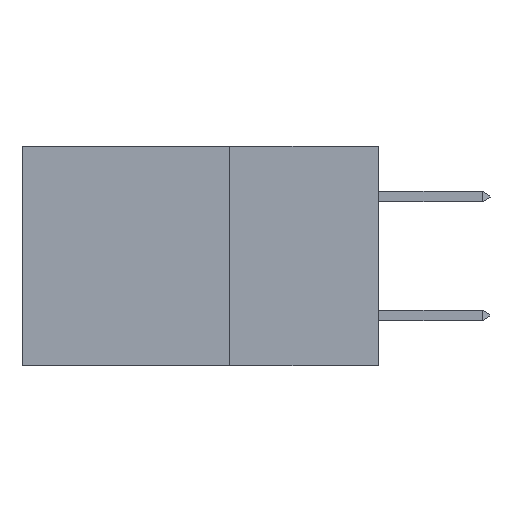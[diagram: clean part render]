
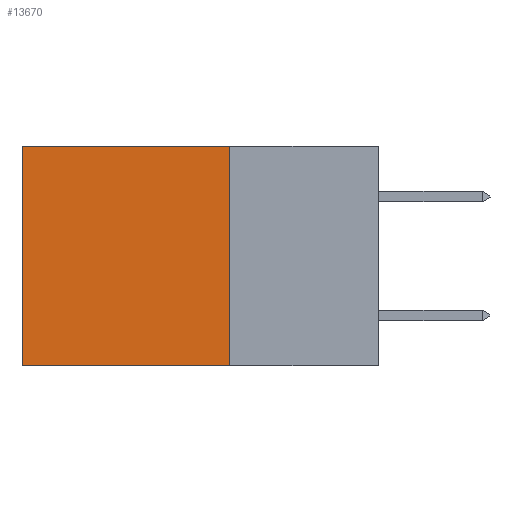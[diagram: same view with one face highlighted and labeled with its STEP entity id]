
A CAD part, left-side view. The second image highlights one B-rep face of the part: STEP entity #13670.
In plain terms, the highlighted planar face has unit normal (-1, 0, 0).
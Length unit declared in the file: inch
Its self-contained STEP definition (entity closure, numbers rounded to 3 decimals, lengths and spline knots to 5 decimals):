
#370 = EDGE_CURVE ( 'NONE', #6060, #972, #8292, .T. ) ;
#486 = EDGE_LOOP ( 'NONE', ( #6275, #9993, #11384, #10716 ) ) ;
#907 = DIRECTION ( 'NONE',  ( 0., 1., 0. ) ) ;
#972 = VERTEX_POINT ( 'NONE', #19097 ) ;
#1130 = DIRECTION ( 'NONE',  ( 0., 0., -1. ) ) ;
#1143 = VERTEX_POINT ( 'NONE', #7967 ) ;
#1402 = EDGE_CURVE ( 'NONE', #972, #1143, #4982, .T. ) ;
#2030 = EDGE_CURVE ( 'NONE', #6060, #11096, #10406, .T. ) ;
#2451 = VECTOR ( 'NONE', #1130, 39.37008 ) ;
#2651 = CARTESIAN_POINT ( 'NONE',  ( 0.298, 0.25, 0. ) ) ;
#4063 = DIRECTION ( 'NONE',  ( 0., 0., -1. ) ) ;
#4137 = CARTESIAN_POINT ( 'NONE',  ( 0.298, 0.6, 0. ) ) ;
#4552 = LINE ( 'NONE', #18193, #16639 ) ;
#4982 = LINE ( 'NONE', #4137, #12423 ) ;
#5147 = CARTESIAN_POINT ( 'NONE',  ( 0.298, 0.25, 0. ) ) ;
#6060 = VERTEX_POINT ( 'NONE', #20408 ) ;
#6209 = AXIS2_PLACEMENT_3D ( 'NONE', #5147, #6737, #17730 ) ;
#6275 = ORIENTED_EDGE ( 'NONE', *, *, #1402, .T. ) ;
#6737 = DIRECTION ( 'NONE',  ( 1., 0., 0. ) ) ;
#7967 = CARTESIAN_POINT ( 'NONE',  ( 0.298, 0.6, -0.37 ) ) ;
#8292 = LINE ( 'NONE', #2651, #20230 ) ;
#8702 = FACE_OUTER_BOUND ( 'NONE', #486, .T. ) ;
#9993 = ORIENTED_EDGE ( 'NONE', *, *, #17991, .F. ) ;
#10406 = LINE ( 'NONE', #12057, #2451 ) ;
#10716 = ORIENTED_EDGE ( 'NONE', *, *, #370, .T. ) ;
#11096 = VERTEX_POINT ( 'NONE', #16312 ) ;
#11384 = ORIENTED_EDGE ( 'NONE', *, *, #2030, .F. ) ;
#12057 = CARTESIAN_POINT ( 'NONE',  ( 0.298, 0.25, 0. ) ) ;
#12423 = VECTOR ( 'NONE', #4063, 39.37008 ) ;
#13670 = ADVANCED_FACE ( 'NONE', ( #8702 ), #14621, .F. ) ;
#14621 = PLANE ( 'NONE',  #6209 ) ;
#16312 = CARTESIAN_POINT ( 'NONE',  ( 0.298, 0.25, -0.37 ) ) ;
#16639 = VECTOR ( 'NONE', #907, 39.37008 ) ;
#17730 = DIRECTION ( 'NONE',  ( 0., 0., -1. ) ) ;
#17991 = EDGE_CURVE ( 'NONE', #11096, #1143, #4552, .T. ) ;
#18084 = DIRECTION ( 'NONE',  ( 0., 1., 0. ) ) ;
#18193 = CARTESIAN_POINT ( 'NONE',  ( 0.298, 0.25, -0.37 ) ) ;
#19097 = CARTESIAN_POINT ( 'NONE',  ( 0.298, 0.6, 0. ) ) ;
#20230 = VECTOR ( 'NONE', #18084, 39.37008 ) ;
#20408 = CARTESIAN_POINT ( 'NONE',  ( 0.298, 0.25, 0. ) ) ;
